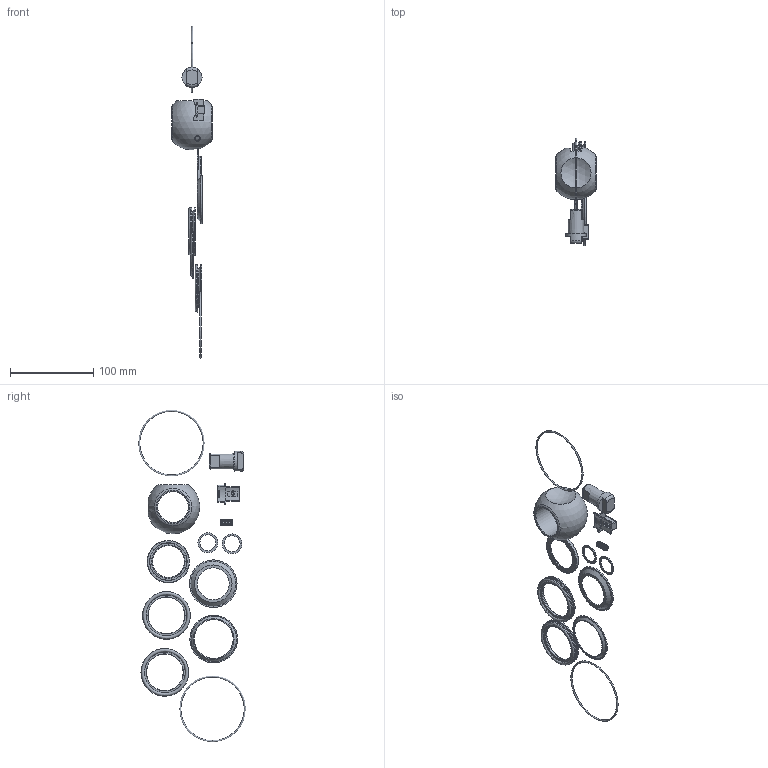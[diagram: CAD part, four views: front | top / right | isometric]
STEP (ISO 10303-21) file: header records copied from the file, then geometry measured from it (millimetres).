
FILE_DESCRIPTION(/* description */ ('1-1/2" & 2" FEMALE DRYMATE REPAIR KIT'),/* implementation_level */ '2;1');
FILE_NAME(/* name */ 'DM20200D.stp',/* time_stamp */ '2023-02-16T08:55:24-05:00',/* author */ ('DMK'),/* organization */ (''),/* preprocessor_version */ 'ST-DEVELOPER v18.1',/* originating_system */ 'Autodesk Inventor 2022',/* authorisation */ '');
FILE_SCHEMA (('AUTOMOTIVE_DESIGN { 1 0 10303 214 3 1 1 }'));
Length unit declared in the file: inch
Products named in the file (17): DM20200D; DM20294A; RK1006; DB20255; DB20255M; DBX20255; DB20258; DB20281; DB20288; DB20295; DM20295A; V20258A; V21204E; VS20151; V20151; V20060; V21204V
Assembly tree (17 placements, depth 5):
  DM20200D
    DM20294A
    RK1006
      DB20255
        DB20255M
          DBX20255
      DB20258
      DB20281
      DB20288
      DB20295
      DM20295A
      V20060  x2
      V20258A
      V21204E
      VS20151
        V20151
    V21204V
Bounding box: 48.51 x 128.72 x 397.84 mm (x, y, z)
Volume: 95484.6 mm3; surface area: 47289.5 mm2
Topology: 14 solids, 14 shells, 392 faces, 908 edges, 580 vertices
Faces by surface type: plane 127, bspline 99, cylinder 97, torus 32, cone 23, sphere 14
Full cylindrical faces by diameter (mm): 3.175 x1, 4.978 x1, 8.915 x4, 9.525 x4, 18.923 x1, 19.05 x2, 23.812 x2, 24.13 x1, 36.957 x1, 38.1 x2, 39.776 x1, 41.046 x2, 43.942 x2, 44.856 x1, 50.8 x1, 54.61 x3, 57.15 x6
Entity records: 37438 total; most frequent: CARTESIAN_POINT 28412, ORIENTED_EDGE 1796, DIRECTION 1604, EDGE_CURVE 898, AXIS2_PLACEMENT_3D 627, VERTEX_POINT 576, EDGE_LOOP 446, FACE_OUTER_BOUND 388
